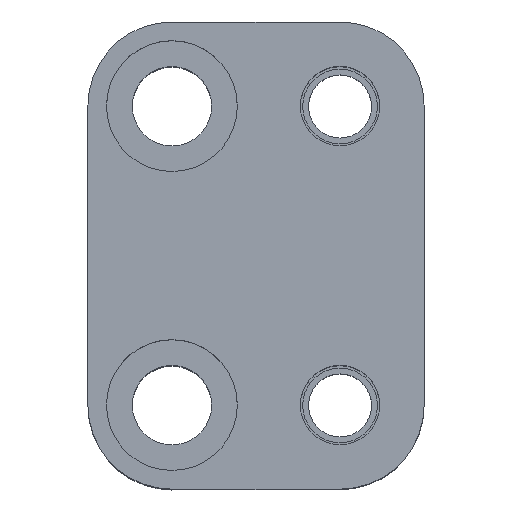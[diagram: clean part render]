
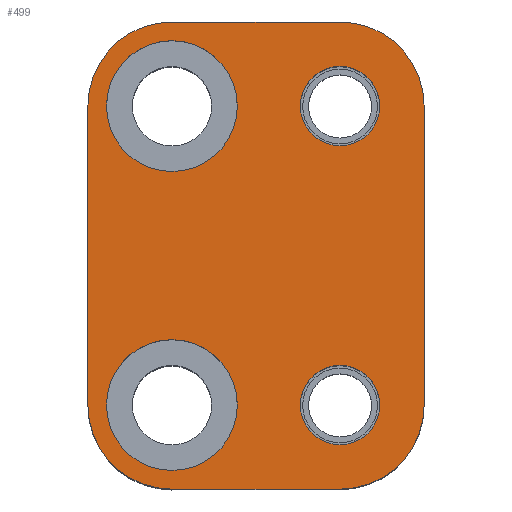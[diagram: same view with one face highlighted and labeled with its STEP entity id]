
A CAD part, top view. The second image highlights one B-rep face of the part: STEP entity #499.
In plain terms, the highlighted planar face has unit normal (0, 0, 1).
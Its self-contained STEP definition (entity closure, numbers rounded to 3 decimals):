
#39=CARTESIAN_POINT('',(0.,0.,23.5));
#40=DIRECTION('',(0.,0.,1.));
#41=DIRECTION('',(0.,1.,0.));
#42=AXIS2_PLACEMENT_3D('',#39,#40,#41);
#44=DIRECTION('',(-1.,0.,0.));
#45=VECTOR('',#44,18.);
#46=CARTESIAN_POINT('',(18.,9.,23.5));
#47=LINE('',#46,#45);
#48=CARTESIAN_POINT('',(18.,0.,23.5));
#49=DIRECTION('',(0.,0.,1.));
#50=DIRECTION('',(1.,0.,0.));
#51=AXIS2_PLACEMENT_3D('',#48,#49,#50);
#53=DIRECTION('',(0.,1.,0.));
#54=VECTOR('',#53,32.);
#55=CARTESIAN_POINT('',(27.,-32.,23.5));
#56=LINE('',#55,#54);
#57=CARTESIAN_POINT('',(18.,-32.,23.5));
#58=DIRECTION('',(0.,0.,1.));
#59=DIRECTION('',(0.,-1.,0.));
#60=AXIS2_PLACEMENT_3D('',#57,#58,#59);
#62=DIRECTION('',(1.,0.,0.));
#63=VECTOR('',#62,18.);
#64=CARTESIAN_POINT('',(0.,-41.,23.5));
#65=LINE('',#64,#63);
#66=CARTESIAN_POINT('',(0.,-32.,23.5));
#67=DIRECTION('',(0.,0.,1.));
#68=DIRECTION('',(-1.,0.,0.));
#69=AXIS2_PLACEMENT_3D('',#66,#67,#68);
#71=DIRECTION('',(0.,-1.,0.));
#72=VECTOR('',#71,32.);
#73=CARTESIAN_POINT('',(-9.,0.,23.5));
#74=LINE('',#73,#72);
#75=CARTESIAN_POINT('',(18.,0.,23.5));
#76=DIRECTION('',(0.,0.,1.));
#77=DIRECTION('',(1.,0.,0.));
#78=AXIS2_PLACEMENT_3D('',#75,#76,#77);
#80=CARTESIAN_POINT('',(18.,0.,23.5));
#81=DIRECTION('',(0.,0.,1.));
#82=DIRECTION('',(-1.,0.,0.));
#83=AXIS2_PLACEMENT_3D('',#80,#81,#82);
#85=CARTESIAN_POINT('',(18.,-32.,23.5));
#86=DIRECTION('',(0.,0.,1.));
#87=DIRECTION('',(1.,0.,0.));
#88=AXIS2_PLACEMENT_3D('',#85,#86,#87);
#90=CARTESIAN_POINT('',(18.,-32.,23.5));
#91=DIRECTION('',(0.,0.,1.));
#92=DIRECTION('',(-1.,0.,0.));
#93=AXIS2_PLACEMENT_3D('',#90,#91,#92);
#95=CARTESIAN_POINT('',(0.,0.,23.5));
#96=DIRECTION('',(0.,0.,1.));
#97=DIRECTION('',(1.,0.,0.));
#98=AXIS2_PLACEMENT_3D('',#95,#96,#97);
#100=CARTESIAN_POINT('',(0.,0.,23.5));
#101=DIRECTION('',(0.,0.,1.));
#102=DIRECTION('',(-1.,0.,0.));
#103=AXIS2_PLACEMENT_3D('',#100,#101,#102);
#105=CARTESIAN_POINT('',(0.,-32.,23.5));
#106=DIRECTION('',(0.,0.,1.));
#107=DIRECTION('',(1.,0.,0.));
#108=AXIS2_PLACEMENT_3D('',#105,#106,#107);
#110=CARTESIAN_POINT('',(0.,-32.,23.5));
#111=DIRECTION('',(0.,0.,1.));
#112=DIRECTION('',(-1.,0.,0.));
#113=AXIS2_PLACEMENT_3D('',#110,#111,#112);
#299=CARTESIAN_POINT('',(0.,9.,23.5));
#300=CARTESIAN_POINT('',(-9.,0.,23.5));
#301=VERTEX_POINT('',#299);
#302=VERTEX_POINT('',#300);
#303=CARTESIAN_POINT('',(-9.,-32.,23.5));
#304=CARTESIAN_POINT('',(0.,-41.,23.5));
#305=VERTEX_POINT('',#303);
#306=VERTEX_POINT('',#304);
#307=CARTESIAN_POINT('',(18.,-41.,23.5));
#308=CARTESIAN_POINT('',(27.,-32.,23.5));
#309=VERTEX_POINT('',#307);
#310=VERTEX_POINT('',#308);
#311=CARTESIAN_POINT('',(27.,0.,23.5));
#312=CARTESIAN_POINT('',(18.,9.,23.5));
#313=VERTEX_POINT('',#311);
#314=VERTEX_POINT('',#312);
#347=CARTESIAN_POINT('',(22.25,0.,23.5));
#348=CARTESIAN_POINT('',(13.75,0.,23.5));
#349=VERTEX_POINT('',#347);
#350=VERTEX_POINT('',#348);
#351=CARTESIAN_POINT('',(22.25,-32.,23.5));
#352=CARTESIAN_POINT('',(13.75,-32.,23.5));
#353=VERTEX_POINT('',#351);
#354=VERTEX_POINT('',#352);
#371=CARTESIAN_POINT('',(7.,0.,23.5));
#372=CARTESIAN_POINT('',(-7.,0.,23.5));
#373=VERTEX_POINT('',#371);
#374=VERTEX_POINT('',#372);
#375=CARTESIAN_POINT('',(7.,-32.,23.5));
#376=CARTESIAN_POINT('',(-7.,-32.,23.5));
#377=VERTEX_POINT('',#375);
#378=VERTEX_POINT('',#376);
#453=CARTESIAN_POINT('',(0.,0.,23.5));
#454=DIRECTION('',(0.,0.,1.));
#455=DIRECTION('',(1.,0.,0.));
#456=AXIS2_PLACEMENT_3D('',#453,#454,#455);
#457=PLANE('',#456);
#459=ORIENTED_EDGE('',*,*,#458,.F.);
#461=ORIENTED_EDGE('',*,*,#460,.F.);
#463=ORIENTED_EDGE('',*,*,#462,.F.);
#465=ORIENTED_EDGE('',*,*,#464,.F.);
#467=ORIENTED_EDGE('',*,*,#466,.F.);
#469=ORIENTED_EDGE('',*,*,#468,.F.);
#471=ORIENTED_EDGE('',*,*,#470,.F.);
#473=ORIENTED_EDGE('',*,*,#472,.F.);
#474=EDGE_LOOP('',(#459,#461,#463,#465,#467,#469,#471,#473));
#475=FACE_OUTER_BOUND('',#474,.F.);
#477=ORIENTED_EDGE('',*,*,#476,.T.);
#479=ORIENTED_EDGE('',*,*,#478,.T.);
#480=EDGE_LOOP('',(#477,#479));
#481=FACE_BOUND('',#480,.F.);
#483=ORIENTED_EDGE('',*,*,#482,.T.);
#485=ORIENTED_EDGE('',*,*,#484,.T.);
#486=EDGE_LOOP('',(#483,#485));
#487=FACE_BOUND('',#486,.F.);
#488=ORIENTED_EDGE('',*,*,#443,.T.);
#490=ORIENTED_EDGE('',*,*,#489,.T.);
#491=EDGE_LOOP('',(#488,#490));
#492=FACE_BOUND('',#491,.F.);
#494=ORIENTED_EDGE('',*,*,#493,.T.);
#496=ORIENTED_EDGE('',*,*,#495,.T.);
#497=EDGE_LOOP('',(#494,#496));
#498=FACE_BOUND('',#497,.F.);
#499=ADVANCED_FACE('',(#475,#481,#487,#492,#498),#457,.T.);
#43=CIRCLE('',#42,9.);
#52=CIRCLE('',#51,9.);
#61=CIRCLE('',#60,9.);
#70=CIRCLE('',#69,9.);
#79=CIRCLE('',#78,4.25);
#84=CIRCLE('',#83,4.25);
#89=CIRCLE('',#88,4.25);
#94=CIRCLE('',#93,4.25);
#99=CIRCLE('',#98,7.);
#104=CIRCLE('',#103,7.);
#109=CIRCLE('',#108,7.);
#114=CIRCLE('',#113,7.);
#443=EDGE_CURVE('',#373,#374,#99,.T.);
#458=EDGE_CURVE('',#301,#302,#43,.T.);
#460=EDGE_CURVE('',#314,#301,#47,.T.);
#462=EDGE_CURVE('',#313,#314,#52,.T.);
#464=EDGE_CURVE('',#310,#313,#56,.T.);
#466=EDGE_CURVE('',#309,#310,#61,.T.);
#468=EDGE_CURVE('',#306,#309,#65,.T.);
#470=EDGE_CURVE('',#305,#306,#70,.T.);
#472=EDGE_CURVE('',#302,#305,#74,.T.);
#476=EDGE_CURVE('',#349,#350,#79,.T.);
#478=EDGE_CURVE('',#350,#349,#84,.T.);
#482=EDGE_CURVE('',#353,#354,#89,.T.);
#484=EDGE_CURVE('',#354,#353,#94,.T.);
#489=EDGE_CURVE('',#374,#373,#104,.T.);
#493=EDGE_CURVE('',#377,#378,#109,.T.);
#495=EDGE_CURVE('',#378,#377,#114,.T.);
